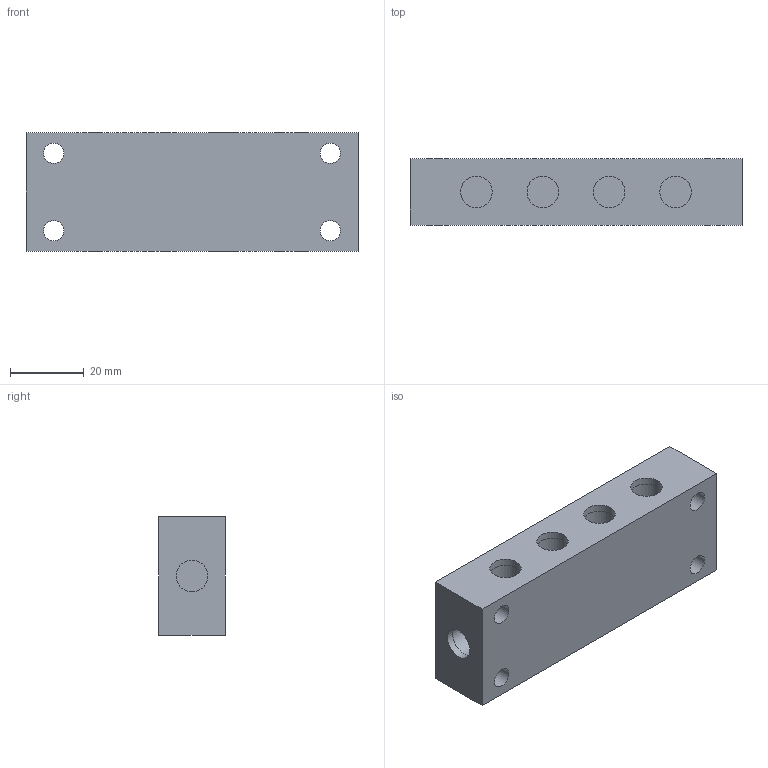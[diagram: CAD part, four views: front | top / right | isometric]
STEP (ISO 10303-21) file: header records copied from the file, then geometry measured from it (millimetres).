
FILE_DESCRIPTION( ( 'Unknown' ), '1' );
FILE_NAME( '6.08.18-4.stp', 'Unknown', ( 'Unknown' ), ( 'Unknown' ), 'PSStep 17.0.49', 'Unknown', ' ' );
FILE_SCHEMA( ( 'AUTOMOTIVE_DESIGN { 1 0 10303 214 1 1 1 1 }' ) );
Length unit declared in the file: millimetre
Products named in the file (1): 1
Bounding box: 90 x 18 x 32 mm (x, y, z)
Volume: 43213.8 mm3; surface area: 14435.3 mm2
Topology: 1 solids, 1 shells, 40 faces, 74 edges, 46 vertices
Faces by surface type: cylinder 24, plane 16
Full cylindrical faces by diameter (mm): 5.5 x4, 8.566 x20
Entity records: 1228 total; most frequent: DIRECTION 170, CARTESIAN_POINT 137, ORIENTED_EDGE 100, EDGE_LOOP 82, AXIS2_PLACEMENT_3D 79, FACE_OUTER_BOUND 64, EDGE_CURVE 50, VERTEX_POINT 46
